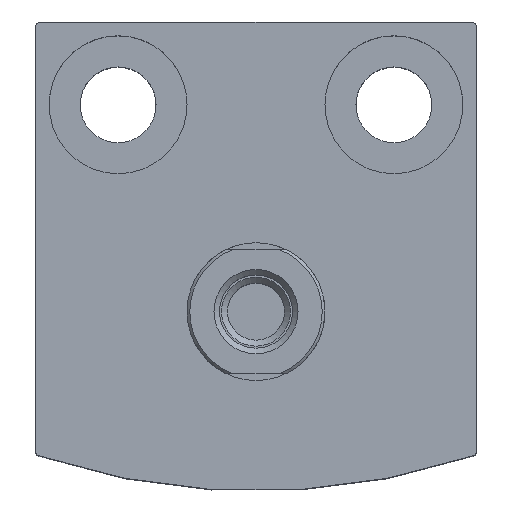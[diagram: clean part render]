
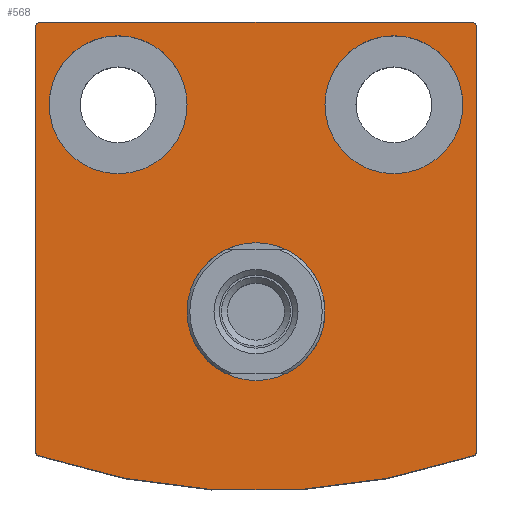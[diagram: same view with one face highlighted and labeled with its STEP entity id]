
A CAD part, top view. The second image highlights one B-rep face of the part: STEP entity #568.
In plain terms, the highlighted planar face has unit normal (0, 0, 1).
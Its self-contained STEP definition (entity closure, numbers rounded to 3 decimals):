
#39=CIRCLE('',#628,0.4);
#41=CIRCLE('',#631,50.);
#43=CIRCLE('',#634,0.4);
#45=CIRCLE('',#638,0.4);
#49=CIRCLE('',#644,0.4);
#53=CIRCLE('',#650,5.);
#54=CIRCLE('',#651,5.);
#55=CIRCLE('',#652,5.);
#142=ORIENTED_EDGE('',*,*,#262,.T.);
#143=ORIENTED_EDGE('',*,*,#263,.T.);
#144=ORIENTED_EDGE('',*,*,#264,.T.);
#145=ORIENTED_EDGE('',*,*,#234,.T.);
#146=ORIENTED_EDGE('',*,*,#238,.T.);
#147=ORIENTED_EDGE('',*,*,#241,.T.);
#148=ORIENTED_EDGE('',*,*,#244,.T.);
#149=ORIENTED_EDGE('',*,*,#247,.T.);
#150=ORIENTED_EDGE('',*,*,#250,.T.);
#151=ORIENTED_EDGE('',*,*,#255,.T.);
#152=ORIENTED_EDGE('',*,*,#258,.T.);
#234=EDGE_CURVE('',#302,#303,#356,.T.);
#238=EDGE_CURVE('',#303,#306,#39,.T.);
#241=EDGE_CURVE('',#306,#308,#41,.T.);
#244=EDGE_CURVE('',#308,#310,#43,.T.);
#247=EDGE_CURVE('',#310,#312,#363,.T.);
#250=EDGE_CURVE('',#312,#314,#45,.T.);
#255=EDGE_CURVE('',#314,#318,#367,.T.);
#258=EDGE_CURVE('',#318,#302,#49,.T.);
#262=EDGE_CURVE('',#322,#322,#53,.T.);
#263=EDGE_CURVE('',#323,#323,#54,.T.);
#264=EDGE_CURVE('',#324,#324,#55,.T.);
#302=VERTEX_POINT('',#908);
#303=VERTEX_POINT('',#909);
#306=VERTEX_POINT('',#917);
#308=VERTEX_POINT('',#923);
#310=VERTEX_POINT('',#929);
#312=VERTEX_POINT('',#935);
#314=VERTEX_POINT('',#941);
#318=VERTEX_POINT('',#951);
#322=VERTEX_POINT('',#965);
#323=VERTEX_POINT('',#967);
#324=VERTEX_POINT('',#969);
#356=LINE('',#907,#378);
#363=LINE('',#934,#385);
#367=LINE('',#950,#389);
#378=VECTOR('',#715,1000.);
#385=VECTOR('',#742,1000.);
#389=VECTOR('',#758,1000.);
#413=EDGE_LOOP('',(#142));
#414=EDGE_LOOP('',(#143));
#415=EDGE_LOOP('',(#144));
#416=EDGE_LOOP('',(#145,#146,#147,#148,#149,#150,#151,#152));
#483=FACE_BOUND('',#413,.T.);
#484=FACE_BOUND('',#414,.T.);
#485=FACE_BOUND('',#415,.T.);
#486=FACE_BOUND('',#416,.T.);
#544=PLANE('',#649);
#568=ADVANCED_FACE('',(#483,#484,#485,#486),#544,.T.);
#628=AXIS2_PLACEMENT_3D('',#916,#721,#722);
#631=AXIS2_PLACEMENT_3D('',#922,#728,#729);
#634=AXIS2_PLACEMENT_3D('',#928,#735,#736);
#638=AXIS2_PLACEMENT_3D('',#940,#747,#748);
#644=AXIS2_PLACEMENT_3D('',#956,#763,#764);
#649=AXIS2_PLACEMENT_3D('',#963,#773,#774);
#650=AXIS2_PLACEMENT_3D('',#964,#775,#776);
#651=AXIS2_PLACEMENT_3D('',#966,#777,#778);
#652=AXIS2_PLACEMENT_3D('',#968,#779,#780);
#715=DIRECTION('',(0.,-1.,0.));
#721=DIRECTION('',(0.,0.,1.));
#722=DIRECTION('',(1.,0.,0.));
#728=DIRECTION('',(0.,0.,1.));
#729=DIRECTION('',(1.,0.,0.));
#735=DIRECTION('',(0.,0.,1.));
#736=DIRECTION('',(1.,0.,0.));
#742=DIRECTION('',(0.,1.,0.));
#747=DIRECTION('',(0.,0.,1.));
#748=DIRECTION('',(1.,0.,0.));
#758=DIRECTION('',(-1.,0.,0.));
#763=DIRECTION('',(0.,0.,1.));
#764=DIRECTION('',(1.,0.,0.));
#773=DIRECTION('',(0.,0.,1.));
#774=DIRECTION('',(1.,0.,0.));
#775=DIRECTION('',(0.,0.,-1.));
#776=DIRECTION('',(-1.,0.,0.));
#777=DIRECTION('',(0.,0.,-1.));
#778=DIRECTION('',(-1.,0.,0.));
#779=DIRECTION('',(0.,0.,-1.));
#780=DIRECTION('',(-1.,0.,0.));
#907=CARTESIAN_POINT('',(-16.,20.6,0.));
#908=CARTESIAN_POINT('',(-16.,20.6,0.));
#909=CARTESIAN_POINT('',(-16.,-10.083,0.));
#916=CARTESIAN_POINT('',(-15.6,-10.083,0.));
#917=CARTESIAN_POINT('',(-15.726,-10.463,0.));
#922=CARTESIAN_POINT('',(0.,37.,0.));
#923=CARTESIAN_POINT('',(15.726,-10.463,0.));
#928=CARTESIAN_POINT('',(15.6,-10.083,0.));
#929=CARTESIAN_POINT('',(16.,-10.083,0.));
#934=CARTESIAN_POINT('',(16.,-10.083,0.));
#935=CARTESIAN_POINT('',(16.,20.6,0.));
#940=CARTESIAN_POINT('',(15.6,20.6,0.));
#941=CARTESIAN_POINT('',(15.6,21.,0.));
#950=CARTESIAN_POINT('',(15.6,21.,0.));
#951=CARTESIAN_POINT('',(-15.6,21.,0.));
#956=CARTESIAN_POINT('',(-15.6,20.6,0.));
#963=CARTESIAN_POINT('',(-15.6,-10.083,0.));
#964=CARTESIAN_POINT('',(0.,0.,0.));
#965=CARTESIAN_POINT('',(-5.,0.,0.));
#966=CARTESIAN_POINT('',(10.,15.,0.));
#967=CARTESIAN_POINT('',(5.,15.,0.));
#968=CARTESIAN_POINT('',(-10.,15.,0.));
#969=CARTESIAN_POINT('',(-15.,15.,0.));
